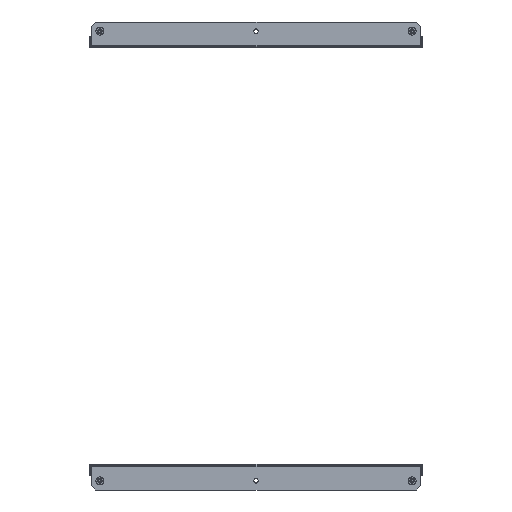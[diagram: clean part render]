
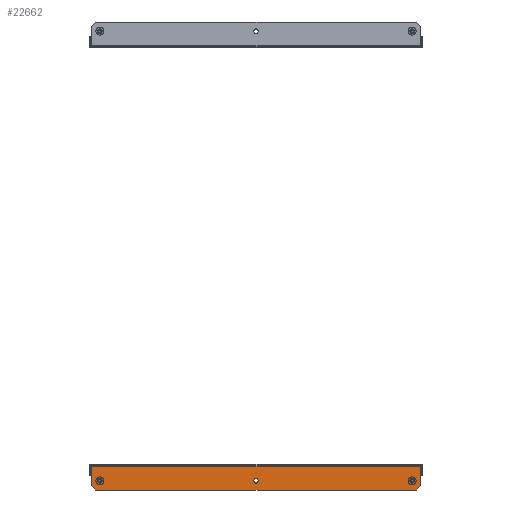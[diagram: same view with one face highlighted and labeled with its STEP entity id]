
A CAD part, left-side view. The second image highlights one B-rep face of the part: STEP entity #22662.
In plain terms, the highlighted planar face has unit normal (-1, 0, 0).
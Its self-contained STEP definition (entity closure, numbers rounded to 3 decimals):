
#1249 = ORIENTED_EDGE ( 'NONE', *, *, #17808, .T. ) ;
#1460 = VECTOR ( 'NONE', #33912, 1000. ) ;
#1466 = ORIENTED_EDGE ( 'NONE', *, *, #8893, .T. ) ;
#1467 = DIRECTION ( 'NONE',  ( -1., 0., 0. ) ) ;
#1543 = DIRECTION ( 'NONE',  ( 0., 0., 1. ) ) ;
#1998 = CARTESIAN_POINT ( 'NONE',  ( -348.5, 111.75, -111.75 ) ) ;
#2111 = EDGE_LOOP ( 'NONE', ( #30812, #9314 ) ) ;
#2449 = CARTESIAN_POINT ( 'NONE',  ( -348.5, -111.75, -111.75 ) ) ;
#3068 = CIRCLE ( 'NONE', #23429, 2.75 ) ;
#3152 = DIRECTION ( 'NONE',  ( -1., 0., 0. ) ) ;
#3370 = EDGE_LOOP ( 'NONE', ( #12287, #19020, #28819, #14390, #17317, #17124 ) ) ;
#3772 = DIRECTION ( 'NONE',  ( 0., 1., 0. ) ) ;
#4413 = VERTEX_POINT ( 'NONE', #25649 ) ;
#4736 = FACE_BOUND ( 'NONE', #9638, .T. ) ;
#5228 = EDGE_CURVE ( 'NONE', #8562, #4413, #24696, .T. ) ;
#5232 = LINE ( 'NONE', #10167, #19503 ) ;
#5892 = EDGE_CURVE ( 'NONE', #7251, #26250, #5232, .T. ) ;
#5893 = DIRECTION ( 'NONE',  ( 0., 0., 1. ) ) ;
#6378 = EDGE_CURVE ( 'NONE', #23845, #26250, #22319, .T. ) ;
#6671 = AXIS2_PLACEMENT_3D ( 'NONE', #12935, #1467, #10216 ) ;
#6833 = DIRECTION ( 'NONE',  ( 0., 0., 1. ) ) ;
#7006 = CARTESIAN_POINT ( 'NONE',  ( -348.5, 187.5, -20. ) ) ;
#7251 = VERTEX_POINT ( 'NONE', #11603 ) ;
#7567 = AXIS2_PLACEMENT_3D ( 'NONE', #8166, #10702, #33127 ) ;
#7837 = CARTESIAN_POINT ( 'NONE',  ( -348.5, 0., -22.75 ) ) ;
#7986 = AXIS2_PLACEMENT_3D ( 'NONE', #10494, #27629, #27083 ) ;
#8100 = VECTOR ( 'NONE', #3772, 1000. ) ;
#8166 = CARTESIAN_POINT ( 'NONE',  ( -348.5, -187.5, -20. ) ) ;
#8369 = VERTEX_POINT ( 'NONE', #15679 ) ;
#8562 = VERTEX_POINT ( 'NONE', #7837 ) ;
#8602 = VERTEX_POINT ( 'NONE', #33714 ) ;
#8893 = EDGE_CURVE ( 'NONE', #8369, #10169, #18654, .T. ) ;
#9314 = ORIENTED_EDGE ( 'NONE', *, *, #13395, .F. ) ;
#9638 = EDGE_LOOP ( 'NONE', ( #20953, #19107 ) ) ;
#10167 = CARTESIAN_POINT ( 'NONE',  ( -348.5, -197.5, -31. ) ) ;
#10169 = VERTEX_POINT ( 'NONE', #33135 ) ;
#10216 = DIRECTION ( 'NONE',  ( 0., 0., 1. ) ) ;
#10494 = CARTESIAN_POINT ( 'NONE',  ( -348.5, 187.5, -20. ) ) ;
#10702 = DIRECTION ( 'NONE',  ( 1., 0., 0. ) ) ;
#11603 = CARTESIAN_POINT ( 'NONE',  ( -348.5, -197.5, -2.5 ) ) ;
#12199 = CARTESIAN_POINT ( 'NONE',  ( -348.5, 192.5, -31. ) ) ;
#12287 = ORIENTED_EDGE ( 'NONE', *, *, #24405, .F. ) ;
#12935 = CARTESIAN_POINT ( 'NONE',  ( -348.5, 0., 0. ) ) ;
#13395 = EDGE_CURVE ( 'NONE', #8602, #18413, #3068, .T. ) ;
#13564 = DIRECTION ( 'NONE',  ( 0., -0.707, 0.707 ) ) ;
#13638 = AXIS2_PLACEMENT_3D ( 'NONE', #31052, #3152, #5893 ) ;
#14390 = ORIENTED_EDGE ( 'NONE', *, *, #6378, .T. ) ;
#14536 = VERTEX_POINT ( 'NONE', #15027 ) ;
#15027 = CARTESIAN_POINT ( 'NONE',  ( -348.5, 197.5, -2.5 ) ) ;
#15296 = EDGE_CURVE ( 'NONE', #7251, #14536, #31486, .T. ) ;
#15679 = CARTESIAN_POINT ( 'NONE',  ( -348.5, -187.5, -22.75 ) ) ;
#15857 = LINE ( 'NONE', #1998, #17176 ) ;
#17124 = ORIENTED_EDGE ( 'NONE', *, *, #15296, .T. ) ;
#17176 = VECTOR ( 'NONE', #35347, 1000. ) ;
#17317 = ORIENTED_EDGE ( 'NONE', *, *, #5892, .F. ) ;
#17808 = EDGE_CURVE ( 'NONE', #10169, #8369, #21075, .T. ) ;
#17882 = EDGE_CURVE ( 'NONE', #4413, #8562, #35605, .T. ) ;
#17964 = VERTEX_POINT ( 'NONE', #28749 ) ;
#18413 = VERTEX_POINT ( 'NONE', #34352 ) ;
#18421 = FACE_BOUND ( 'NONE', #2111, .T. ) ;
#18654 = CIRCLE ( 'NONE', #7567, 2.75 ) ;
#19020 = ORIENTED_EDGE ( 'NONE', *, *, #22698, .T. ) ;
#19107 = ORIENTED_EDGE ( 'NONE', *, *, #5228, .F. ) ;
#19503 = VECTOR ( 'NONE', #32401, 1000. ) ;
#20697 = LINE ( 'NONE', #31992, #31796 ) ;
#20953 = ORIENTED_EDGE ( 'NONE', *, *, #17882, .F. ) ;
#21075 = CIRCLE ( 'NONE', #28057, 2.75 ) ;
#22319 = LINE ( 'NONE', #2449, #25326 ) ;
#22662 = ADVANCED_FACE ( 'NONE', ( #4736, #24237, #18421, #29542 ), #29892, .T. ) ;
#22698 = EDGE_CURVE ( 'NONE', #17964, #31173, #15857, .T. ) ;
#22789 = CARTESIAN_POINT ( 'NONE',  ( -348.5, 197.5, -31. ) ) ;
#23429 = AXIS2_PLACEMENT_3D ( 'NONE', #7006, #25976, #1543 ) ;
#23845 = VERTEX_POINT ( 'NONE', #26974 ) ;
#24179 = EDGE_LOOP ( 'NONE', ( #1249, #1466 ) ) ;
#24237 = FACE_BOUND ( 'NONE', #24179, .T. ) ;
#24405 = EDGE_CURVE ( 'NONE', #17964, #14536, #20697, .T. ) ;
#24696 = CIRCLE ( 'NONE', #13638, 2.75 ) ;
#25326 = VECTOR ( 'NONE', #13564, 1000. ) ;
#25649 = CARTESIAN_POINT ( 'NONE',  ( -348.5, 0., -17.25 ) ) ;
#25836 = DIRECTION ( 'NONE',  ( -1., 0., 0. ) ) ;
#25976 = DIRECTION ( 'NONE',  ( -1., 0., 0. ) ) ;
#26250 = VERTEX_POINT ( 'NONE', #30049 ) ;
#26563 = EDGE_CURVE ( 'NONE', #18413, #8602, #31844, .T. ) ;
#26974 = CARTESIAN_POINT ( 'NONE',  ( -348.5, -192.5, -31. ) ) ;
#27083 = DIRECTION ( 'NONE',  ( 0., 0., 1. ) ) ;
#27629 = DIRECTION ( 'NONE',  ( -1., 0., 0. ) ) ;
#28057 = AXIS2_PLACEMENT_3D ( 'NONE', #30611, #30232, #35688 ) ;
#28090 = LINE ( 'NONE', #22789, #1460 ) ;
#28743 = CARTESIAN_POINT ( 'NONE',  ( -348.5, 0., -2.5 ) ) ;
#28749 = CARTESIAN_POINT ( 'NONE',  ( -348.5, 197.5, -26. ) ) ;
#28819 = ORIENTED_EDGE ( 'NONE', *, *, #29875, .F. ) ;
#29542 = FACE_OUTER_BOUND ( 'NONE', #3370, .T. ) ;
#29875 = EDGE_CURVE ( 'NONE', #23845, #31173, #28090, .T. ) ;
#29892 = PLANE ( 'NONE',  #6671 ) ;
#30049 = CARTESIAN_POINT ( 'NONE',  ( -348.5, -197.5, -26. ) ) ;
#30232 = DIRECTION ( 'NONE',  ( 1., 0., 0. ) ) ;
#30611 = CARTESIAN_POINT ( 'NONE',  ( -348.5, -187.5, -20. ) ) ;
#30812 = ORIENTED_EDGE ( 'NONE', *, *, #26563, .F. ) ;
#31052 = CARTESIAN_POINT ( 'NONE',  ( -348.5, 0., -20. ) ) ;
#31173 = VERTEX_POINT ( 'NONE', #12199 ) ;
#31486 = LINE ( 'NONE', #28743, #8100 ) ;
#31664 = DIRECTION ( 'NONE',  ( 0., 0., 1. ) ) ;
#31796 = VECTOR ( 'NONE', #6833, 1000. ) ;
#31844 = CIRCLE ( 'NONE', #7986, 2.75 ) ;
#31992 = CARTESIAN_POINT ( 'NONE',  ( -348.5, 197.5, -1.5 ) ) ;
#32401 = DIRECTION ( 'NONE',  ( 0., 0., -1. ) ) ;
#33127 = DIRECTION ( 'NONE',  ( 0., 0., 1. ) ) ;
#33135 = CARTESIAN_POINT ( 'NONE',  ( -348.5, -187.5, -17.25 ) ) ;
#33714 = CARTESIAN_POINT ( 'NONE',  ( -348.5, 187.5, -22.75 ) ) ;
#33912 = DIRECTION ( 'NONE',  ( 0., 1., 0. ) ) ;
#34039 = CARTESIAN_POINT ( 'NONE',  ( -348.5, 0., -20. ) ) ;
#34352 = CARTESIAN_POINT ( 'NONE',  ( -348.5, 187.5, -17.25 ) ) ;
#34441 = AXIS2_PLACEMENT_3D ( 'NONE', #34039, #25836, #31664 ) ;
#35347 = DIRECTION ( 'NONE',  ( 0., -0.707, -0.707 ) ) ;
#35605 = CIRCLE ( 'NONE', #34441, 2.75 ) ;
#35688 = DIRECTION ( 'NONE',  ( 0., 0., 1. ) ) ;
